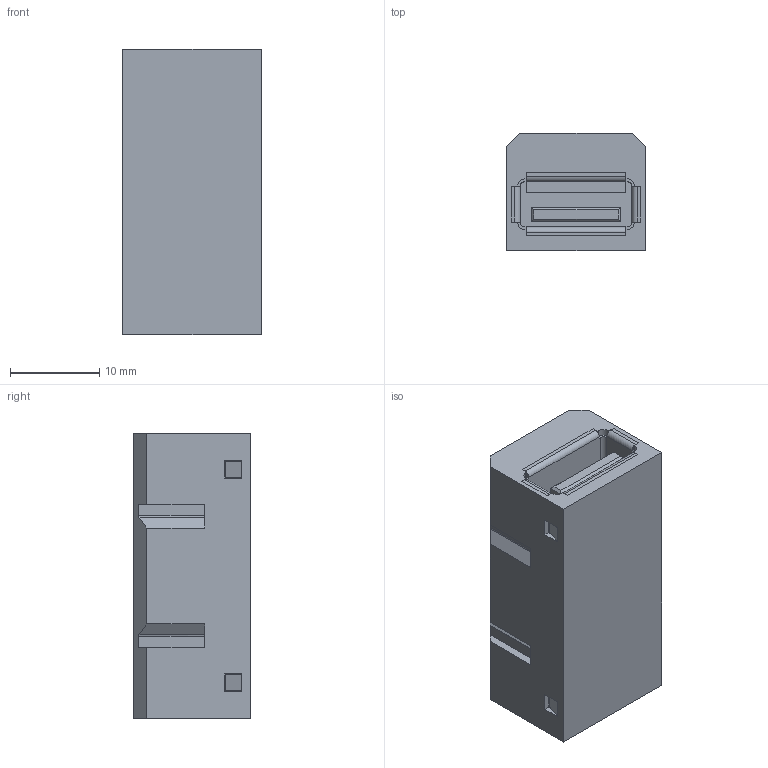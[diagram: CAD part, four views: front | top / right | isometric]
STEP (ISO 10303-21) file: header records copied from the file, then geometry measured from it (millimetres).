
FILE_DESCRIPTION(('CATIA V5 STEP Exchange','CAx-IF Rec.Pracs.--- Model Styling and Organization---1.4--- 2014-01-23'),'2;1');
FILE_NAME ('003549-3_1', '2019-10-18T11:36:27+00:00', ('none'), ('Weidmueller'), 'CATIA Version 5-6 Release 2016 SP3 HF44', 'CATIA V5 STEP AP214', 'none');
FILE_SCHEMA(('AUTOMOTIVE_DESIGN { 1 0 10303 214 1 1 1 1 }'));
Length unit declared in the file: millimetre
Products named in the file (1): 1019570000
Bounding box: 15.6 x 13.19 x 32 mm (x, y, z)
Volume: 5297.3 mm3; surface area: 6572.4 mm2
Topology: 3 solids, 3 shells, 260 faces, 752 edges, 496 vertices
Faces by surface type: plane 206, cylinder 54
Entity records: 8699 total; most frequent: CARTESIAN_POINT 1908, ORIENTED_EDGE 1504, DIRECTION 1225, EDGE_CURVE 752, VECTOR 644, LINE 644, VERTEX_POINT 496, AXIS2_PLACEMENT_3D 326
